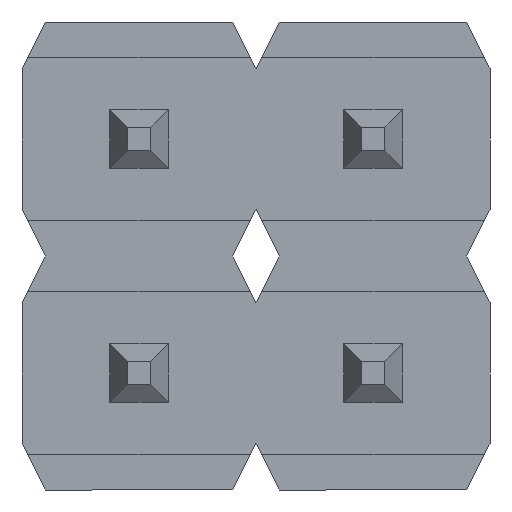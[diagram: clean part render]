
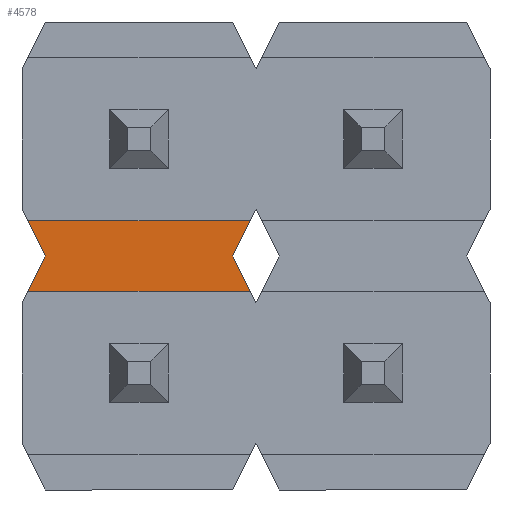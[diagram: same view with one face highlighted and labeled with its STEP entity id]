
A CAD part, front view. The second image highlights one B-rep face of the part: STEP entity #4578.
In plain terms, the highlighted planar face has unit normal (0, -1, 0).
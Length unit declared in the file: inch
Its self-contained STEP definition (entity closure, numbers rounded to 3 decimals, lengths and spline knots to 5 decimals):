
#199 = VERTEX_POINT ( 'NONE', #1664 ) ;
#397 = CARTESIAN_POINT ( 'NONE',  ( 0.012, 0., -0.056 ) ) ;
#524 = CARTESIAN_POINT ( 'NONE',  ( -0.09, 0., -0.1 ) ) ;
#586 = ORIENTED_EDGE ( 'NONE', *, *, #617, .F. ) ;
#617 = EDGE_CURVE ( 'NONE', #2620, #1753, #4619, .T. ) ;
#937 = CARTESIAN_POINT ( 'NONE',  ( -0.048, 0., -0.024 ) ) ;
#1018 = LINE ( 'NONE', #4953, #4741 ) ;
#1069 = DIRECTION ( 'NONE',  ( 0., -1., 0. ) ) ;
#1262 = VERTEX_POINT ( 'NONE', #524 ) ;
#1320 = EDGE_CURVE ( 'NONE', #1262, #1753, #4394, .T. ) ;
#1388 = VERTEX_POINT ( 'NONE', #4331 ) ;
#1624 = ORIENTED_EDGE ( 'NONE', *, *, #1320, .T. ) ;
#1627 = VECTOR ( 'NONE', #5013, 39.37008 ) ;
#1664 = CARTESIAN_POINT ( 'NONE',  ( -0.01, 0., -0.1 ) ) ;
#1753 = VERTEX_POINT ( 'NONE', #3114 ) ;
#1951 = VERTEX_POINT ( 'NONE', #4879 ) ;
#2080 = EDGE_LOOP ( 'NONE', ( #2758, #1624, #586, #3250, #3995, #4956 ) ) ;
#2192 = LINE ( 'NONE', #3917, #3847 ) ;
#2222 = LINE ( 'NONE', #397, #4319 ) ;
#2238 = DIRECTION ( 'NONE',  ( 0.447, 0., -0.894 ) ) ;
#2265 = CARTESIAN_POINT ( 'NONE',  ( -0.032, 0., 0.016 ) ) ;
#2332 = DIRECTION ( 'NONE',  ( -1., 0., 0. ) ) ;
#2339 = EDGE_CURVE ( 'NONE', #1951, #1262, #2192, .T. ) ;
#2620 = VERTEX_POINT ( 'NONE', #3670 ) ;
#2705 = DIRECTION ( 'NONE',  ( -0.447, 0., -0.894 ) ) ;
#2758 = ORIENTED_EDGE ( 'NONE', *, *, #2339, .T. ) ;
#3000 = FACE_OUTER_BOUND ( 'NONE', #2080, .T. ) ;
#3114 = CARTESIAN_POINT ( 'NONE',  ( -0.0975, 0., -0.115 ) ) ;
#3250 = ORIENTED_EDGE ( 'NONE', *, *, #4851, .T. ) ;
#3313 = VECTOR ( 'NONE', #2705, 39.37008 ) ;
#3344 = DIRECTION ( 'NONE',  ( 1., 0., 0. ) ) ;
#3356 = LINE ( 'NONE', #937, #1627 ) ;
#3435 = EDGE_CURVE ( 'NONE', #1951, #1388, #1018, .T. ) ;
#3519 = VECTOR ( 'NONE', #2332, 39.37008 ) ;
#3528 = PLANE ( 'NONE',  #4463 ) ;
#3574 = CARTESIAN_POINT ( 'NONE',  ( 0.1, 0., -0.115 ) ) ;
#3670 = CARTESIAN_POINT ( 'NONE',  ( -0.0025, 0., -0.115 ) ) ;
#3847 = VECTOR ( 'NONE', #2238, 39.37008 ) ;
#3917 = CARTESIAN_POINT ( 'NONE',  ( -0.132, 0., -0.016 ) ) ;
#3995 = ORIENTED_EDGE ( 'NONE', *, *, #4677, .T. ) ;
#4319 = VECTOR ( 'NONE', #4849, 39.37008 ) ;
#4331 = CARTESIAN_POINT ( 'NONE',  ( -0.0025, 0., -0.085 ) ) ;
#4370 = DIRECTION ( 'NONE',  ( 0., 0., -1. ) ) ;
#4394 = LINE ( 'NONE', #2265, #3313 ) ;
#4463 = AXIS2_PLACEMENT_3D ( 'NONE', #5222, #1069, #4370 ) ;
#4578 = ADVANCED_FACE ( 'NONE', ( #3000 ), #3528, .T. ) ;
#4619 = LINE ( 'NONE', #3574, #3519 ) ;
#4677 = EDGE_CURVE ( 'NONE', #199, #1388, #2222, .T. ) ;
#4741 = VECTOR ( 'NONE', #3344, 39.37008 ) ;
#4849 = DIRECTION ( 'NONE',  ( 0.447, 0., 0.894 ) ) ;
#4851 = EDGE_CURVE ( 'NONE', #2620, #199, #3356, .T. ) ;
#4879 = CARTESIAN_POINT ( 'NONE',  ( -0.0975, 0., -0.085 ) ) ;
#4953 = CARTESIAN_POINT ( 'NONE',  ( -0.1, 0., -0.085 ) ) ;
#4956 = ORIENTED_EDGE ( 'NONE', *, *, #3435, .F. ) ;
#5013 = DIRECTION ( 'NONE',  ( -0.447, 0., 0.894 ) ) ;
#5222 = CARTESIAN_POINT ( 'NONE',  ( 0., 0., 0. ) ) ;
